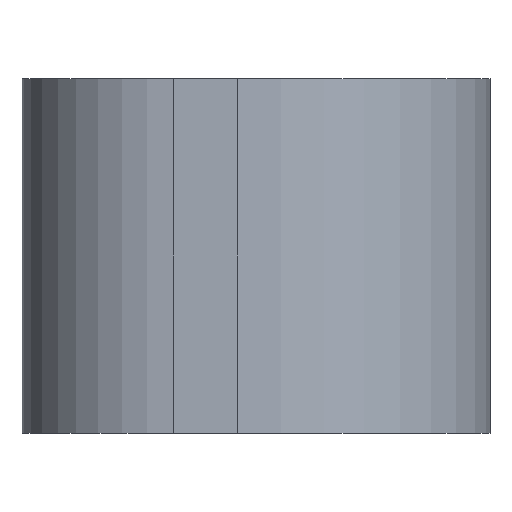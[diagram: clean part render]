
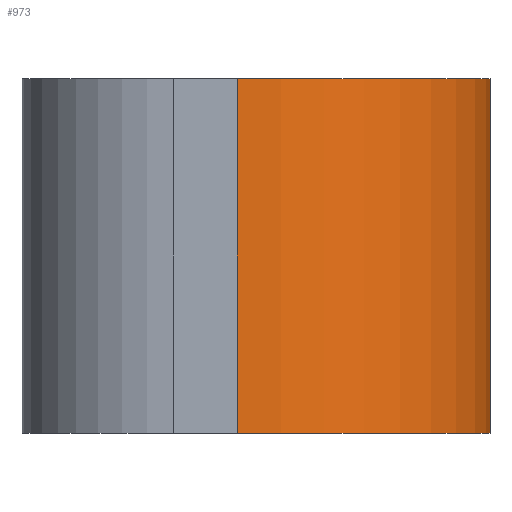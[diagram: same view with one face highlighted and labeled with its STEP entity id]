
A CAD part, front view. The second image highlights one B-rep face of the part: STEP entity #973.
In plain terms, the highlighted cylindrical face has radius 10 mm (diameter 20 mm), a partial arc.
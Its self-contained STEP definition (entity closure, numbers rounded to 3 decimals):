
#73 = PLANE('',#74);
#74 = AXIS2_PLACEMENT_3D('',#75,#76,#77);
#75 = CARTESIAN_POINT('',(4.395,0.,14.));
#76 = DIRECTION('',(0.,0.,1.));
#77 = DIRECTION('',(1.,0.,0.));
#128 = PLANE('',#129);
#129 = AXIS2_PLACEMENT_3D('',#130,#131,#132);
#130 = CARTESIAN_POINT('',(4.395,0.,0.));
#131 = DIRECTION('',(0.,0.,1.));
#132 = DIRECTION('',(1.,0.,0.));
#184 = PLANE('',#185);
#185 = AXIS2_PLACEMENT_3D('',#186,#187,#188);
#186 = CARTESIAN_POINT('',(2.5,-26.,0.));
#187 = DIRECTION('',(0.,-1.,0.));
#188 = DIRECTION('',(-1.,0.,0.));
#410 = VERTEX_POINT('',#411);
#411 = CARTESIAN_POINT('',(12.5,-16.,0.));
#425 = PLANE('',#426);
#426 = AXIS2_PLACEMENT_3D('',#427,#428,#429);
#427 = CARTESIAN_POINT('',(12.5,16.,0.));
#428 = DIRECTION('',(1.,0.,0.));
#429 = DIRECTION('',(0.,-1.,0.));
#437 = EDGE_CURVE('',#438,#410,#440,.T.);
#438 = VERTEX_POINT('',#439);
#439 = CARTESIAN_POINT('',(2.5,-26.,0.));
#440 = SURFACE_CURVE('',#441,(#446,#453),.PCURVE_S1.);
#441 = CIRCLE('',#442,10.);
#442 = AXIS2_PLACEMENT_3D('',#443,#444,#445);
#443 = CARTESIAN_POINT('',(2.5,-16.,0.));
#444 = DIRECTION('',(0.,0.,1.));
#445 = DIRECTION('',(1.,0.,0.));
#446 = PCURVE('',#128,#447);
#447 = DEFINITIONAL_REPRESENTATION('',(#448),#452);
#448 = CIRCLE('',#449,10.);
#449 = AXIS2_PLACEMENT_2D('',#450,#451);
#450 = CARTESIAN_POINT('',(-1.895,-16.));
#451 = DIRECTION('',(1.,0.));
#452 = ( GEOMETRIC_REPRESENTATION_CONTEXT(2) 
PARAMETRIC_REPRESENTATION_CONTEXT() REPRESENTATION_CONTEXT('2D SPACE',''
  ) );
#453 = PCURVE('',#454,#459);
#454 = CYLINDRICAL_SURFACE('',#455,10.);
#455 = AXIS2_PLACEMENT_3D('',#456,#457,#458);
#456 = CARTESIAN_POINT('',(2.5,-16.,0.));
#457 = DIRECTION('',(-0.,-0.,-1.));
#458 = DIRECTION('',(1.,0.,0.));
#459 = DEFINITIONAL_REPRESENTATION('',(#460),#464);
#460 = LINE('',#461,#462);
#461 = CARTESIAN_POINT('',(-0.,0.));
#462 = VECTOR('',#463,1.);
#463 = DIRECTION('',(-1.,0.));
#464 = ( GEOMETRIC_REPRESENTATION_CONTEXT(2) 
PARAMETRIC_REPRESENTATION_CONTEXT() REPRESENTATION_CONTEXT('2D SPACE',''
  ) );
#556 = VERTEX_POINT('',#557);
#557 = CARTESIAN_POINT('',(2.5,-26.,14.));
#578 = EDGE_CURVE('',#556,#579,#581,.T.);
#579 = VERTEX_POINT('',#580);
#580 = CARTESIAN_POINT('',(12.5,-16.,14.));
#581 = SURFACE_CURVE('',#582,(#587,#594),.PCURVE_S1.);
#582 = CIRCLE('',#583,10.);
#583 = AXIS2_PLACEMENT_3D('',#584,#585,#586);
#584 = CARTESIAN_POINT('',(2.5,-16.,14.));
#585 = DIRECTION('',(0.,0.,1.));
#586 = DIRECTION('',(1.,0.,0.));
#587 = PCURVE('',#73,#588);
#588 = DEFINITIONAL_REPRESENTATION('',(#589),#593);
#589 = CIRCLE('',#590,10.);
#590 = AXIS2_PLACEMENT_2D('',#591,#592);
#591 = CARTESIAN_POINT('',(-1.895,-16.));
#592 = DIRECTION('',(1.,0.));
#593 = ( GEOMETRIC_REPRESENTATION_CONTEXT(2) 
PARAMETRIC_REPRESENTATION_CONTEXT() REPRESENTATION_CONTEXT('2D SPACE',''
  ) );
#594 = PCURVE('',#454,#595);
#595 = DEFINITIONAL_REPRESENTATION('',(#596),#600);
#596 = LINE('',#597,#598);
#597 = CARTESIAN_POINT('',(-0.,-14.));
#598 = VECTOR('',#599,1.);
#599 = DIRECTION('',(-1.,0.));
#600 = ( GEOMETRIC_REPRESENTATION_CONTEXT(2) 
PARAMETRIC_REPRESENTATION_CONTEXT() REPRESENTATION_CONTEXT('2D SPACE',''
  ) );
#784 = EDGE_CURVE('',#438,#556,#785,.T.);
#785 = SURFACE_CURVE('',#786,(#790,#797),.PCURVE_S1.);
#786 = LINE('',#787,#788);
#787 = CARTESIAN_POINT('',(2.5,-26.,0.));
#788 = VECTOR('',#789,1.);
#789 = DIRECTION('',(0.,0.,1.));
#790 = PCURVE('',#184,#791);
#791 = DEFINITIONAL_REPRESENTATION('',(#792),#796);
#792 = LINE('',#793,#794);
#793 = CARTESIAN_POINT('',(0.,-0.));
#794 = VECTOR('',#795,1.);
#795 = DIRECTION('',(0.,-1.));
#796 = ( GEOMETRIC_REPRESENTATION_CONTEXT(2) 
PARAMETRIC_REPRESENTATION_CONTEXT() REPRESENTATION_CONTEXT('2D SPACE',''
  ) );
#797 = PCURVE('',#454,#798);
#798 = DEFINITIONAL_REPRESENTATION('',(#799),#803);
#799 = LINE('',#800,#801);
#800 = CARTESIAN_POINT('',(-4.712,0.));
#801 = VECTOR('',#802,1.);
#802 = DIRECTION('',(-0.,-1.));
#803 = ( GEOMETRIC_REPRESENTATION_CONTEXT(2) 
PARAMETRIC_REPRESENTATION_CONTEXT() REPRESENTATION_CONTEXT('2D SPACE',''
  ) );
#921 = EDGE_CURVE('',#410,#579,#922,.T.);
#922 = SURFACE_CURVE('',#923,(#927,#934),.PCURVE_S1.);
#923 = LINE('',#924,#925);
#924 = CARTESIAN_POINT('',(12.5,-16.,0.));
#925 = VECTOR('',#926,1.);
#926 = DIRECTION('',(0.,0.,1.));
#927 = PCURVE('',#425,#928);
#928 = DEFINITIONAL_REPRESENTATION('',(#929),#933);
#929 = LINE('',#930,#931);
#930 = CARTESIAN_POINT('',(32.,0.));
#931 = VECTOR('',#932,1.);
#932 = DIRECTION('',(0.,-1.));
#933 = ( GEOMETRIC_REPRESENTATION_CONTEXT(2) 
PARAMETRIC_REPRESENTATION_CONTEXT() REPRESENTATION_CONTEXT('2D SPACE',''
  ) );
#934 = PCURVE('',#454,#935);
#935 = DEFINITIONAL_REPRESENTATION('',(#936),#940);
#936 = LINE('',#937,#938);
#937 = CARTESIAN_POINT('',(-6.283,0.));
#938 = VECTOR('',#939,1.);
#939 = DIRECTION('',(-0.,-1.));
#940 = ( GEOMETRIC_REPRESENTATION_CONTEXT(2) 
PARAMETRIC_REPRESENTATION_CONTEXT() REPRESENTATION_CONTEXT('2D SPACE',''
  ) );
#973 = ADVANCED_FACE('',(#974),#454,.T.);
#974 = FACE_BOUND('',#975,.F.);
#975 = EDGE_LOOP('',(#976,#977,#978,#979));
#976 = ORIENTED_EDGE('',*,*,#784,.T.);
#977 = ORIENTED_EDGE('',*,*,#578,.T.);
#978 = ORIENTED_EDGE('',*,*,#921,.F.);
#979 = ORIENTED_EDGE('',*,*,#437,.F.);
